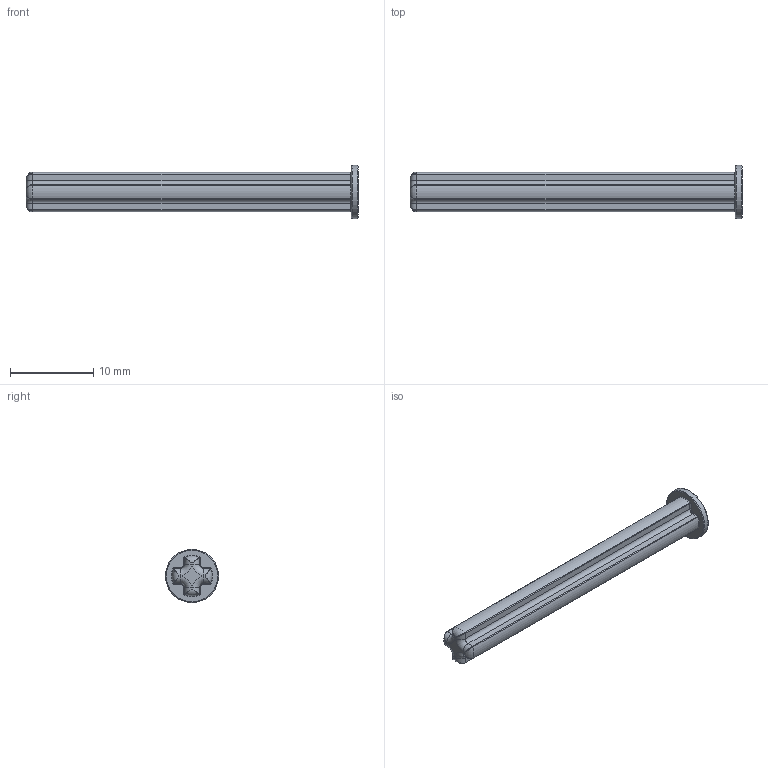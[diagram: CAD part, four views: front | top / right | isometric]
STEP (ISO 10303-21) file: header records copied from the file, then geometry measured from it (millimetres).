
FILE_DESCRIPTION(/* description */ (''),/* implementation_level */ '2;1');
FILE_NAME(/* name */ 'a4b306c5-37e5-4304-b57a-1cc240e10c41.stp',/* time_stamp */ '2024-07-31T10:02:42Z',/* author */ (''),/* organization */ (''),/* preprocessor_version */ 'ST-DEVELOPER v20',/* originating_system */ 'Autodesk Translation Framework v13.14.0.145',/* authorisation */ '');
FILE_SCHEMA (('AUTOMOTIVE_DESIGN { 1 0 10303 214 3 1 1 }'));
Length unit declared in the file: millimetre
Products named in the file (1): Axle
Bounding box: 40 x 6.4 x 6.4 mm (x, y, z)
Volume: 565.8 mm3; surface area: 737.6 mm2
Topology: 1 solids, 1 shells, 78 faces, 175 edges, 92 vertices
Faces by surface type: cylinder 33, torus 26, plane 11, bspline 8
Full cylindrical faces by diameter (mm): 6.4 x1
Entity records: 2649 total; most frequent: CARTESIAN_POINT 930, DIRECTION 387, ORIENTED_EDGE 334, EDGE_CURVE 167, AXIS2_PLACEMENT_3D 165, CIRCLE 94, VERTEX_POINT 92, EDGE_LOOP 79
